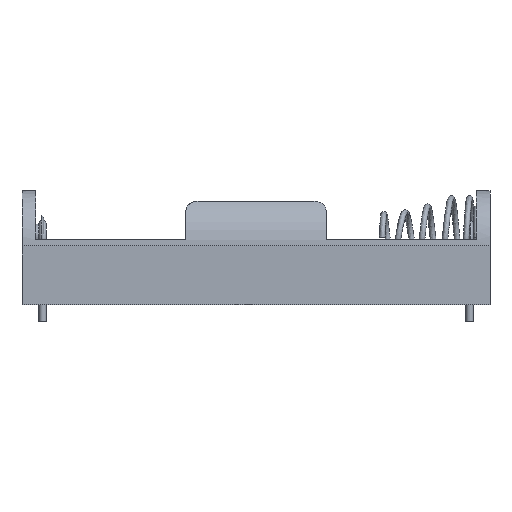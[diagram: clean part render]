
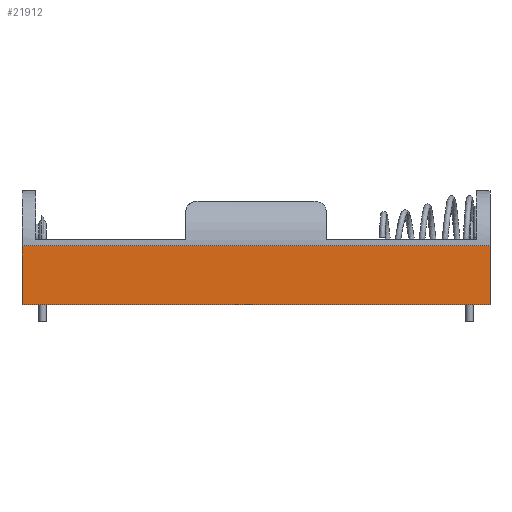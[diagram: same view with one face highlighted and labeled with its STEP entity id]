
A CAD part, top view. The second image highlights one B-rep face of the part: STEP entity #21912.
In plain terms, the highlighted planar face has unit normal (0, 0, 1).
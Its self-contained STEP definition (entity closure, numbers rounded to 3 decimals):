
#19442 = PLANE('',#19443);
#19443 = AXIS2_PLACEMENT_3D('',#19444,#19445,#19446);
#19444 = CARTESIAN_POINT('',(31.427,-10.319,
    9.192));
#19445 = DIRECTION('',(0.,1.,0.));
#19446 = DIRECTION('',(0.,0.,1.));
#19686 = CYLINDRICAL_SURFACE('',#19687,6.731);
#19687 = AXIS2_PLACEMENT_3D('',#19688,#19689,#19690);
#19688 = CARTESIAN_POINT('',(31.427,-3.157,
    2.461));
#19689 = DIRECTION('',(-1.,-0.,-0.));
#19690 = DIRECTION('',(0.,0.,1.));
#19813 = PLANE('',#19814);
#19814 = AXIS2_PLACEMENT_3D('',#19815,#19816,#19817);
#19815 = CARTESIAN_POINT('',(-25.571,-3.157,
    -0.968));
#19816 = DIRECTION('',(1.,0.,0.));
#19817 = DIRECTION('',(0.,0.,-1.));
#19911 = VERTEX_POINT('',#19912);
#19912 = CARTESIAN_POINT('',(-25.571,-10.319,
    9.192));
#19933 = EDGE_CURVE('',#19934,#19911,#19936,.T.);
#19934 = VERTEX_POINT('',#19935);
#19935 = CARTESIAN_POINT('',(-25.571,-3.157,
    9.192));
#19936 = SURFACE_CURVE('',#19937,(#19941,#19948),.PCURVE_S1.);
#19937 = LINE('',#19938,#19939);
#19938 = CARTESIAN_POINT('',(-25.571,-10.319,
    9.192));
#19939 = VECTOR('',#19940,1.);
#19940 = DIRECTION('',(-0.,-1.,-0.));
#19941 = PCURVE('',#19813,#19942);
#19942 = DEFINITIONAL_REPRESENTATION('',(#19943),#19947);
#19943 = LINE('',#19944,#19945);
#19944 = CARTESIAN_POINT('',(-10.16,-7.163));
#19945 = VECTOR('',#19946,1.);
#19946 = DIRECTION('',(0.,-1.));
#19947 = ( GEOMETRIC_REPRESENTATION_CONTEXT(2) 
PARAMETRIC_REPRESENTATION_CONTEXT() REPRESENTATION_CONTEXT('2D SPACE',''
  ) );
#19948 = PCURVE('',#19949,#19954);
#19949 = PLANE('',#19950);
#19950 = AXIS2_PLACEMENT_3D('',#19951,#19952,#19953);
#19951 = CARTESIAN_POINT('',(31.427,-10.319,
    9.192));
#19952 = DIRECTION('',(0.,0.,-1.));
#19953 = DIRECTION('',(-1.,0.,0.));
#19954 = DEFINITIONAL_REPRESENTATION('',(#19955),#19959);
#19955 = LINE('',#19956,#19957);
#19956 = CARTESIAN_POINT('',(56.998,0.));
#19957 = VECTOR('',#19958,1.);
#19958 = DIRECTION('',(0.,-1.));
#19959 = ( GEOMETRIC_REPRESENTATION_CONTEXT(2) 
PARAMETRIC_REPRESENTATION_CONTEXT() REPRESENTATION_CONTEXT('2D SPACE',''
  ) );
#20962 = PLANE('',#20963);
#20963 = AXIS2_PLACEMENT_3D('',#20964,#20965,#20966);
#20964 = CARTESIAN_POINT('',(31.427,-3.157,
    -0.968));
#20965 = DIRECTION('',(1.,0.,0.));
#20966 = DIRECTION('',(0.,0.,-1.));
#21411 = EDGE_CURVE('',#21412,#19934,#21414,.T.);
#21412 = VERTEX_POINT('',#21413);
#21413 = CARTESIAN_POINT('',(31.427,-3.157,
    9.192));
#21414 = SURFACE_CURVE('',#21415,(#21419,#21426),.PCURVE_S1.);
#21415 = LINE('',#21416,#21417);
#21416 = CARTESIAN_POINT('',(31.427,-3.157,
    9.192));
#21417 = VECTOR('',#21418,1.);
#21418 = DIRECTION('',(-1.,-0.,-0.));
#21419 = PCURVE('',#19686,#21420);
#21420 = DEFINITIONAL_REPRESENTATION('',(#21421),#21425);
#21421 = LINE('',#21422,#21423);
#21422 = CARTESIAN_POINT('',(0.,0.));
#21423 = VECTOR('',#21424,1.);
#21424 = DIRECTION('',(0.,1.));
#21425 = ( GEOMETRIC_REPRESENTATION_CONTEXT(2) 
PARAMETRIC_REPRESENTATION_CONTEXT() REPRESENTATION_CONTEXT('2D SPACE',''
  ) );
#21426 = PCURVE('',#19949,#21427);
#21427 = DEFINITIONAL_REPRESENTATION('',(#21428),#21432);
#21428 = LINE('',#21429,#21430);
#21429 = CARTESIAN_POINT('',(0.,7.163));
#21430 = VECTOR('',#21431,1.);
#21431 = DIRECTION('',(1.,0.));
#21432 = ( GEOMETRIC_REPRESENTATION_CONTEXT(2) 
PARAMETRIC_REPRESENTATION_CONTEXT() REPRESENTATION_CONTEXT('2D SPACE',''
  ) );
#21912 = ADVANCED_FACE('',(#21913),#19949,.F.);
#21913 = FACE_BOUND('',#21914,.T.);
#21914 = EDGE_LOOP('',(#21915,#21916,#21939,#21960));
#21915 = ORIENTED_EDGE('',*,*,#19933,.T.);
#21916 = ORIENTED_EDGE('',*,*,#21917,.F.);
#21917 = EDGE_CURVE('',#21918,#19911,#21920,.T.);
#21918 = VERTEX_POINT('',#21919);
#21919 = CARTESIAN_POINT('',(31.427,-10.319,
    9.192));
#21920 = SURFACE_CURVE('',#21921,(#21925,#21932),.PCURVE_S1.);
#21921 = LINE('',#21922,#21923);
#21922 = CARTESIAN_POINT('',(31.427,-10.319,
    9.192));
#21923 = VECTOR('',#21924,1.);
#21924 = DIRECTION('',(-1.,-0.,-0.));
#21925 = PCURVE('',#19949,#21926);
#21926 = DEFINITIONAL_REPRESENTATION('',(#21927),#21931);
#21927 = LINE('',#21928,#21929);
#21928 = CARTESIAN_POINT('',(0.,0.));
#21929 = VECTOR('',#21930,1.);
#21930 = DIRECTION('',(1.,0.));
#21931 = ( GEOMETRIC_REPRESENTATION_CONTEXT(2) 
PARAMETRIC_REPRESENTATION_CONTEXT() REPRESENTATION_CONTEXT('2D SPACE',''
  ) );
#21932 = PCURVE('',#19442,#21933);
#21933 = DEFINITIONAL_REPRESENTATION('',(#21934),#21938);
#21934 = LINE('',#21935,#21936);
#21935 = CARTESIAN_POINT('',(0.,0.));
#21936 = VECTOR('',#21937,1.);
#21937 = DIRECTION('',(-0.,-1.));
#21938 = ( GEOMETRIC_REPRESENTATION_CONTEXT(2) 
PARAMETRIC_REPRESENTATION_CONTEXT() REPRESENTATION_CONTEXT('2D SPACE',''
  ) );
#21939 = ORIENTED_EDGE('',*,*,#21940,.F.);
#21940 = EDGE_CURVE('',#21412,#21918,#21941,.T.);
#21941 = SURFACE_CURVE('',#21942,(#21946,#21953),.PCURVE_S1.);
#21942 = LINE('',#21943,#21944);
#21943 = CARTESIAN_POINT('',(31.427,-10.319,
    9.192));
#21944 = VECTOR('',#21945,1.);
#21945 = DIRECTION('',(-0.,-1.,-0.));
#21946 = PCURVE('',#19949,#21947);
#21947 = DEFINITIONAL_REPRESENTATION('',(#21948),#21952);
#21948 = LINE('',#21949,#21950);
#21949 = CARTESIAN_POINT('',(0.,0.));
#21950 = VECTOR('',#21951,1.);
#21951 = DIRECTION('',(0.,-1.));
#21952 = ( GEOMETRIC_REPRESENTATION_CONTEXT(2) 
PARAMETRIC_REPRESENTATION_CONTEXT() REPRESENTATION_CONTEXT('2D SPACE',''
  ) );
#21953 = PCURVE('',#20962,#21954);
#21954 = DEFINITIONAL_REPRESENTATION('',(#21955),#21959);
#21955 = LINE('',#21956,#21957);
#21956 = CARTESIAN_POINT('',(-10.16,-7.163));
#21957 = VECTOR('',#21958,1.);
#21958 = DIRECTION('',(0.,-1.));
#21959 = ( GEOMETRIC_REPRESENTATION_CONTEXT(2) 
PARAMETRIC_REPRESENTATION_CONTEXT() REPRESENTATION_CONTEXT('2D SPACE',''
  ) );
#21960 = ORIENTED_EDGE('',*,*,#21411,.T.);
